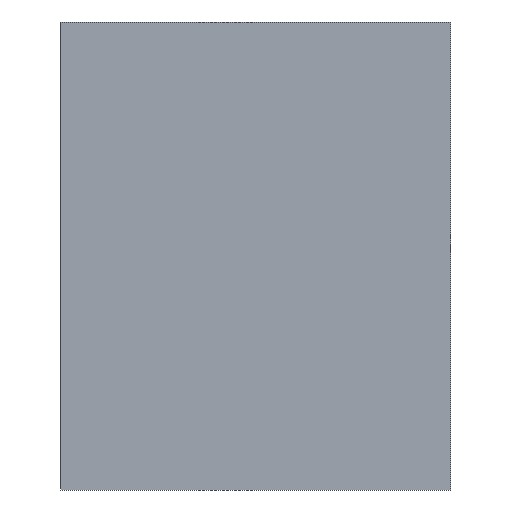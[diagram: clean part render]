
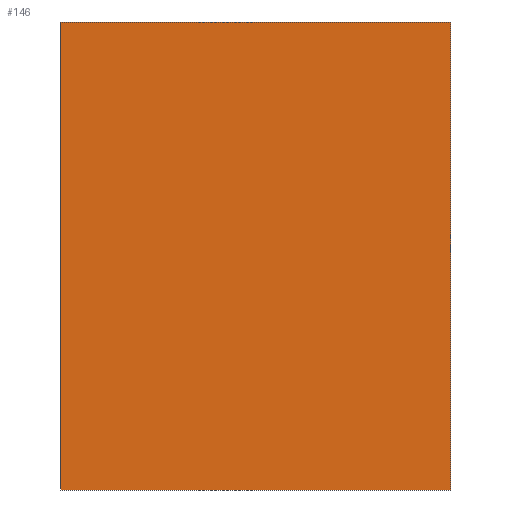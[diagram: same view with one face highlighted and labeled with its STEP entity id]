
A CAD part, front view. The second image highlights one B-rep face of the part: STEP entity #146.
In plain terms, the highlighted planar face has unit normal (0, -1, 0).
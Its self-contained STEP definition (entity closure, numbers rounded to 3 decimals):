
#20=FACE_OUTER_BOUND('',#28,.T.);
#28=EDGE_LOOP('',(#121,#122,#123,#124));
#39=LINE('',#228,#57);
#46=LINE('',#240,#64);
#47=LINE('',#242,#65);
#48=LINE('',#243,#66);
#57=VECTOR('',#187,10.);
#64=VECTOR('',#198,10.);
#65=VECTOR('',#201,10.);
#66=VECTOR('',#202,10.);
#73=VERTEX_POINT('',#224);
#75=VERTEX_POINT('',#227);
#77=VERTEX_POINT('',#236);
#78=VERTEX_POINT('',#238);
#87=EDGE_CURVE('',#73,#75,#39,.T.);
#94=EDGE_CURVE('',#77,#78,#46,.T.);
#95=EDGE_CURVE('',#77,#73,#47,.T.);
#96=EDGE_CURVE('',#75,#78,#48,.T.);
#121=ORIENTED_EDGE('',*,*,#95,.F.);
#122=ORIENTED_EDGE('',*,*,#94,.T.);
#123=ORIENTED_EDGE('',*,*,#96,.F.);
#124=ORIENTED_EDGE('',*,*,#87,.F.);
#138=PLANE('',#168);
#146=ADVANCED_FACE('',(#20),#138,.T.);
#168=AXIS2_PLACEMENT_3D('',#241,#199,#200);
#187=DIRECTION('',(0.,0.,1.));
#198=DIRECTION('',(0.,0.,1.));
#199=DIRECTION('center_axis',(0.,-1.,0.));
#200=DIRECTION('ref_axis',(1.,0.,0.));
#201=DIRECTION('',(-1.,0.,0.));
#202=DIRECTION('',(1.,0.,0.));
#224=CARTESIAN_POINT('',(21.054,15.27,0.));
#227=CARTESIAN_POINT('',(21.054,15.27,6.));
#228=CARTESIAN_POINT('',(21.054,15.27,0.));
#236=CARTESIAN_POINT('',(26.054,15.27,0.));
#238=CARTESIAN_POINT('',(26.054,15.27,6.));
#240=CARTESIAN_POINT('',(26.054,15.27,0.));
#241=CARTESIAN_POINT('Origin',(21.054,15.27,0.));
#242=CARTESIAN_POINT('',(26.054,15.27,0.));
#243=CARTESIAN_POINT('',(26.054,15.27,6.));
